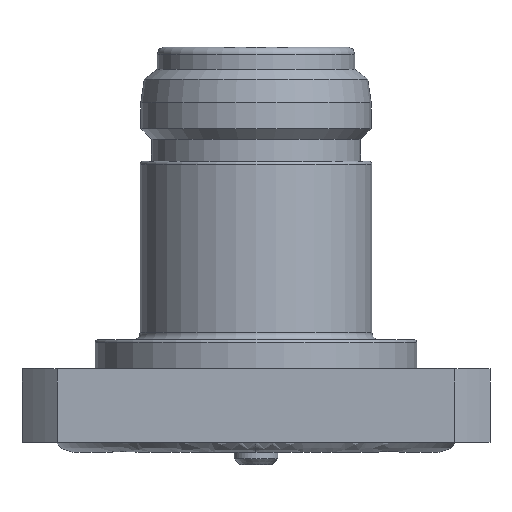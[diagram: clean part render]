
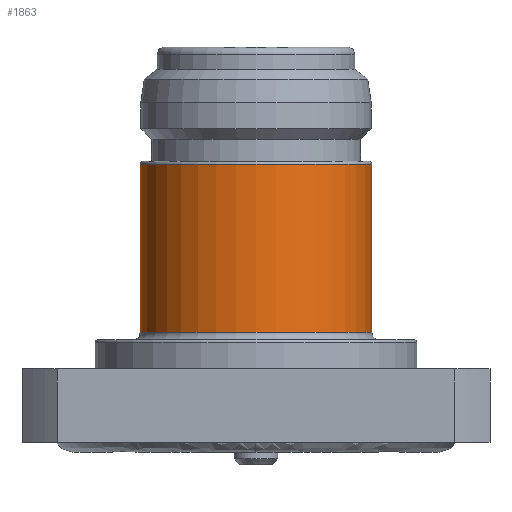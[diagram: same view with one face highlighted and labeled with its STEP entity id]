
A CAD part, front view. The second image highlights one B-rep face of the part: STEP entity #1863.
In plain terms, the highlighted cylindrical face has radius 7.925 mm (diameter 15.85 mm), a partial arc.
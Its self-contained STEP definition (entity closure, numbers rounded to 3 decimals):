
#32 = VERTEX_POINT ( 'NONE', #2328 ) ;
#359 = ORIENTED_EDGE ( 'NONE', *, *, #3278, .T. ) ;
#700 = VERTEX_POINT ( 'NONE', #2881 ) ;
#768 = AXIS2_PLACEMENT_3D ( 'NONE', #3645, #3627, #3617 ) ;
#801 = DIRECTION ( 'NONE',  ( 0., 0., 1. ) ) ;
#981 = CARTESIAN_POINT ( 'NONE',  ( 0., 0., -8. ) ) ;
#1303 = DIRECTION ( 'NONE',  ( 1., 0., 0. ) ) ;
#1400 = CIRCLE ( 'NONE', #3048, 7.925 ) ;
#1609 = CARTESIAN_POINT ( 'NONE',  ( 7.925, 0., -19.5 ) ) ;
#1686 = CYLINDRICAL_SURFACE ( 'NONE', #768, 7.925 ) ;
#1734 = VECTOR ( 'NONE', #801, 1000. ) ;
#1863 = ADVANCED_FACE ( 'NONE', ( #3817 ), #1686, .T. ) ;
#1891 = DIRECTION ( 'NONE',  ( 0., 0., 1. ) ) ;
#1967 = CARTESIAN_POINT ( 'NONE',  ( -7.925, 0., -8. ) ) ;
#2261 = CIRCLE ( 'NONE', #2315, 7.925 ) ;
#2315 = AXIS2_PLACEMENT_3D ( 'NONE', #4014, #4260, #4275 ) ;
#2328 = CARTESIAN_POINT ( 'NONE',  ( 7.925, 0., -8. ) ) ;
#2490 = EDGE_LOOP ( 'NONE', ( #2851, #3300, #359, #3719 ) ) ;
#2746 = LINE ( 'NONE', #2830, #1734 ) ;
#2830 = CARTESIAN_POINT ( 'NONE',  ( -7.925, 0., 0. ) ) ;
#2851 = ORIENTED_EDGE ( 'NONE', *, *, #3269, .F. ) ;
#2881 = CARTESIAN_POINT ( 'NONE',  ( -7.925, 0., -19.5 ) ) ;
#3048 = AXIS2_PLACEMENT_3D ( 'NONE', #981, #3338, #1303 ) ;
#3233 = EDGE_CURVE ( 'NONE', #700, #4031, #2261, .T. ) ;
#3257 = CARTESIAN_POINT ( 'NONE',  ( 7.925, 0., 0. ) ) ;
#3269 = EDGE_CURVE ( 'NONE', #700, #3411, #2746, .T. ) ;
#3278 = EDGE_CURVE ( 'NONE', #4031, #32, #3543, .T. ) ;
#3300 = ORIENTED_EDGE ( 'NONE', *, *, #3233, .T. ) ;
#3338 = DIRECTION ( 'NONE',  ( 0., 0., 1. ) ) ;
#3411 = VERTEX_POINT ( 'NONE', #1967 ) ;
#3432 = VECTOR ( 'NONE', #1891, 1000. ) ;
#3543 = LINE ( 'NONE', #3257, #3432 ) ;
#3617 = DIRECTION ( 'NONE',  ( 1., 0., 0. ) ) ;
#3627 = DIRECTION ( 'NONE',  ( 0., 0., 1. ) ) ;
#3645 = CARTESIAN_POINT ( 'NONE',  ( 0., 0., 0. ) ) ;
#3692 = EDGE_CURVE ( 'NONE', #3411, #32, #1400, .T. ) ;
#3719 = ORIENTED_EDGE ( 'NONE', *, *, #3692, .F. ) ;
#3817 = FACE_OUTER_BOUND ( 'NONE', #2490, .T. ) ;
#4014 = CARTESIAN_POINT ( 'NONE',  ( 0., 0., -19.5 ) ) ;
#4031 = VERTEX_POINT ( 'NONE', #1609 ) ;
#4260 = DIRECTION ( 'NONE',  ( 0., 0., 1. ) ) ;
#4275 = DIRECTION ( 'NONE',  ( 1., 0., 0. ) ) ;
